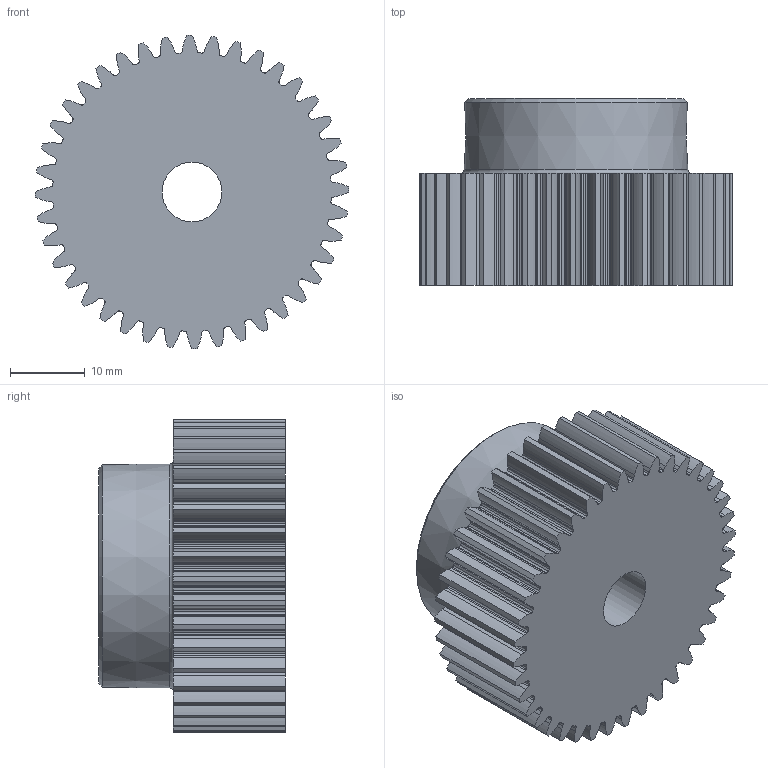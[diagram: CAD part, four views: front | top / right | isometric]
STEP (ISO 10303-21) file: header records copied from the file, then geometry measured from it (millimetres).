
FILE_DESCRIPTION( ( 'STEP AP214' ), '1' );
FILE_NAME( 'Spur Gears ZCL-1.0-40.stp', '2022-03-04T12:09:05', ( 'License CC BY-ND 4.0' ), ( 'CADENAS' ), ' ', 'PARTsolutions', ' ' );
FILE_SCHEMA( ( 'AUTOMOTIVE_DESIGN { 1 0 10303 214 1 1 1 1 }' ) );
Length unit declared in the file: millimetre
Products named in the file (1): _Spur Gears ZCL-1.0-40
Bounding box: 42 x 25 x 42 mm (x, y, z)
Volume: 24332 mm3; surface area: 7685.5 mm2
Topology: 1 solids, 1 shells, 407 faces, 1210 edges, 806 vertices
Faces by surface type: cylinder 361, plane 43, cone 2, torus 1
Full cylindrical faces by diameter (mm): 8 x1
Entity records: 17330 total; most frequent: DIRECTION 2748, CARTESIAN_POINT 2420, ORIENTED_EDGE 2412, EDGE_CURVE 1206, AXIS2_PLACEMENT_3D 1134, VERTEX_POINT 806, CIRCLE 726, LINE 480
